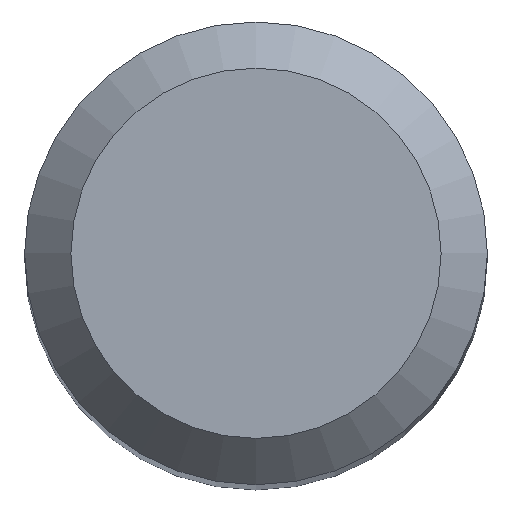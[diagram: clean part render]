
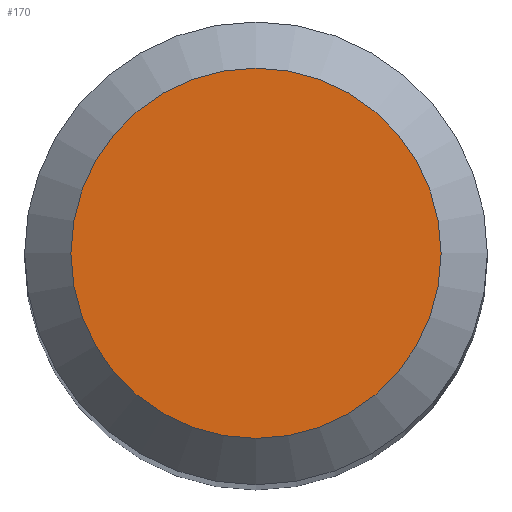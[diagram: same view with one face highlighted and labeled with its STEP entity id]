
A CAD part, top view. The second image highlights one B-rep face of the part: STEP entity #170.
In plain terms, the highlighted planar face has unit normal (0, 0, 1).
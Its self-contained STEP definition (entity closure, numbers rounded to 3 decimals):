
#7 = DIRECTION ( 'NONE',  ( 0., 1., 0. ) ) ;
#60 = CARTESIAN_POINT ( 'NONE',  ( 0., 0., 102. ) ) ;
#71 = CIRCLE ( 'NONE', #185, 3.2 ) ;
#78 = DIRECTION ( 'NONE',  ( 0., 1., 0. ) ) ;
#81 = VERTEX_POINT ( 'NONE', #83 ) ;
#83 = CARTESIAN_POINT ( 'NONE',  ( 0., 3.2, 102. ) ) ;
#89 = EDGE_CURVE ( 'NONE', #81, #81, #71, .T. ) ;
#98 = FACE_OUTER_BOUND ( 'NONE', #263, .T. ) ;
#99 = CARTESIAN_POINT ( 'NONE',  ( 0., 0., 102. ) ) ;
#143 = DIRECTION ( 'NONE',  ( 0., 0., -1. ) ) ;
#170 = ADVANCED_FACE ( 'NONE', ( #98 ), #190, .F. ) ;
#181 = ORIENTED_EDGE ( 'NONE', *, *, #89, .F. ) ;
#185 = AXIS2_PLACEMENT_3D ( 'NONE', #99, #250, #7 ) ;
#190 = PLANE ( 'NONE',  #196 ) ;
#196 = AXIS2_PLACEMENT_3D ( 'NONE', #60, #143, #78 ) ;
#250 = DIRECTION ( 'NONE',  ( 0., 0., -1. ) ) ;
#263 = EDGE_LOOP ( 'NONE', ( #181 ) ) ;
